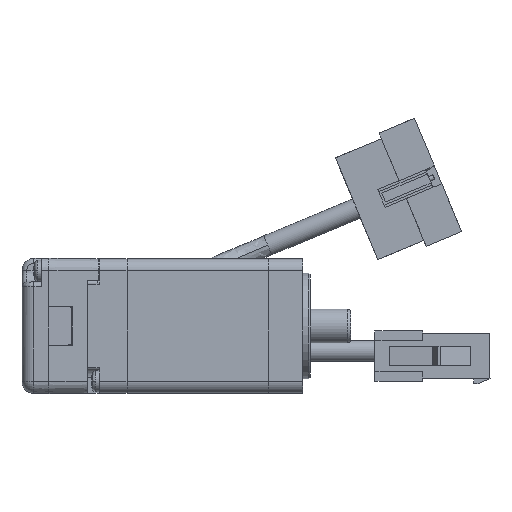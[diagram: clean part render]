
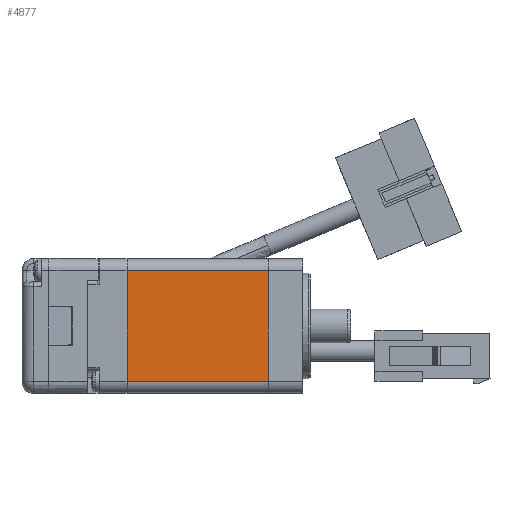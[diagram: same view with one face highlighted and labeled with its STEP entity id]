
A CAD part, front view. The second image highlights one B-rep face of the part: STEP entity #4877.
In plain terms, the highlighted planar face has unit normal (0, -1, 0).
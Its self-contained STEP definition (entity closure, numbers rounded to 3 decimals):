
#115 = VERTEX_POINT ( 'NONE', #52234 ) ;
#4877 = ADVANCED_FACE ( 'NONE', ( #29016 ), #53593, .F. ) ;
#10813 = CARTESIAN_POINT ( 'NONE',  ( 0., -14., 11.5 ) ) ;
#17339 = CARTESIAN_POINT ( 'NONE',  ( 29.5, -14., 11.5 ) ) ;
#23855 = EDGE_CURVE ( 'NONE', #115, #95670, #26680, .T. ) ;
#24209 = VERTEX_POINT ( 'NONE', #17339 ) ;
#26680 = LINE ( 'NONE', #89306, #47206 ) ;
#28635 = DIRECTION ( 'NONE',  ( -1., 0., 0. ) ) ;
#29016 = FACE_OUTER_BOUND ( 'NONE', #82016, .T. ) ;
#33969 = CARTESIAN_POINT ( 'NONE',  ( 29.5, -14., -11.5 ) ) ;
#35419 = CARTESIAN_POINT ( 'NONE',  ( 0., -14., -11.5 ) ) ;
#40643 = AXIS2_PLACEMENT_3D ( 'NONE', #53480, #53460, #53277 ) ;
#40872 = CARTESIAN_POINT ( 'NONE',  ( 29.5, -14., 11.5 ) ) ;
#41731 = DIRECTION ( 'NONE',  ( 0., 0., -1. ) ) ;
#43819 = LINE ( 'NONE', #33969, #64109 ) ;
#45682 = LINE ( 'NONE', #76510, #58789 ) ;
#47206 = VECTOR ( 'NONE', #28635, 1000. ) ;
#51288 = ORIENTED_EDGE ( 'NONE', *, *, #87622, .F. ) ;
#52234 = CARTESIAN_POINT ( 'NONE',  ( 29.5, -14., -11.5 ) ) ;
#53277 = DIRECTION ( 'NONE',  ( 0., 0., 1. ) ) ;
#53460 = DIRECTION ( 'NONE',  ( 0., 1., 0. ) ) ;
#53480 = CARTESIAN_POINT ( 'NONE',  ( 29.5, -14., -11.5 ) ) ;
#53593 = PLANE ( 'NONE',  #40643 ) ;
#56865 = EDGE_CURVE ( 'NONE', #95670, #76453, #45682, .T. ) ;
#58789 = VECTOR ( 'NONE', #84837, 1000. ) ;
#59078 = ORIENTED_EDGE ( 'NONE', *, *, #56865, .F. ) ;
#64109 = VECTOR ( 'NONE', #41731, 1000. ) ;
#75042 = VECTOR ( 'NONE', #93926, 1000. ) ;
#76442 = EDGE_CURVE ( 'NONE', #24209, #115, #43819, .T. ) ;
#76453 = VERTEX_POINT ( 'NONE', #10813 ) ;
#76510 = CARTESIAN_POINT ( 'NONE',  ( 0., -14., -11.5 ) ) ;
#77381 = LINE ( 'NONE', #40872, #75042 ) ;
#78691 = ORIENTED_EDGE ( 'NONE', *, *, #76442, .F. ) ;
#82016 = EDGE_LOOP ( 'NONE', ( #92418, #78691, #51288, #59078 ) ) ;
#84837 = DIRECTION ( 'NONE',  ( 0., 0., 1. ) ) ;
#87622 = EDGE_CURVE ( 'NONE', #76453, #24209, #77381, .T. ) ;
#89306 = CARTESIAN_POINT ( 'NONE',  ( 29.5, -14., -11.5 ) ) ;
#92418 = ORIENTED_EDGE ( 'NONE', *, *, #23855, .F. ) ;
#93926 = DIRECTION ( 'NONE',  ( 1., 0., 0. ) ) ;
#95670 = VERTEX_POINT ( 'NONE', #35419 ) ;
